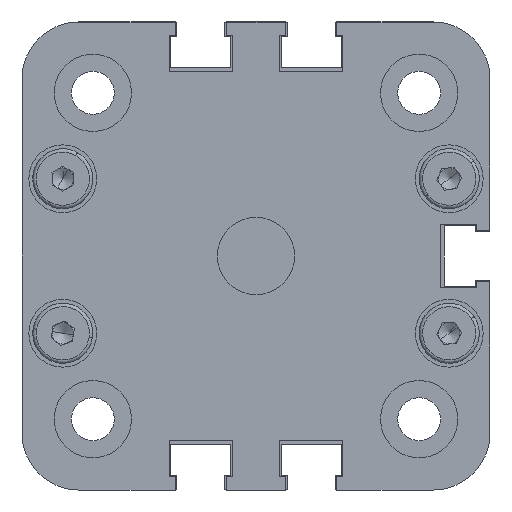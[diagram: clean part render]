
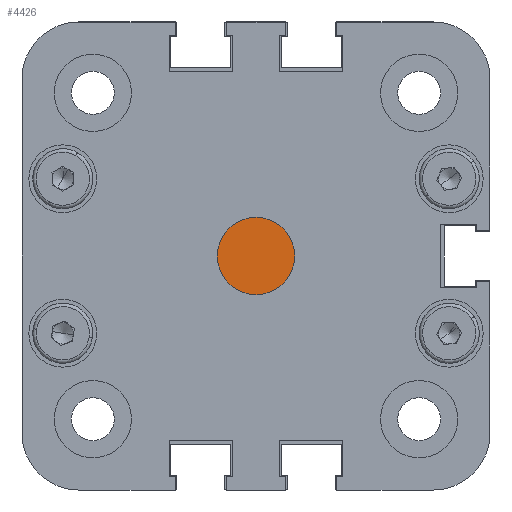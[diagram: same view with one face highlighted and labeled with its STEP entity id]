
A CAD part, left-side view. The second image highlights one B-rep face of the part: STEP entity #4426.
In plain terms, the highlighted planar face has unit normal (-1, 0, 0).
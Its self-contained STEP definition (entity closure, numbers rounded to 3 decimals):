
#178 = EDGE_LOOP ( 'NONE', ( #5405, #1708 ) ) ;
#692 = EDGE_CURVE ( 'NONE', #32419, #28352, #14083, .T. ) ;
#1708 = ORIENTED_EDGE ( 'NONE', *, *, #13148, .T. ) ;
#1905 = CARTESIAN_POINT ( 'NONE',  ( 3., 0., 0. ) ) ;
#4426 = ADVANCED_FACE ( 'NONE', ( #27242 ), #15354, .T. ) ;
#4667 = CARTESIAN_POINT ( 'NONE',  ( 3., 0., -4.5 ) ) ;
#5405 = ORIENTED_EDGE ( 'NONE', *, *, #692, .T. ) ;
#7153 = DIRECTION ( 'NONE',  ( -1., 0., 0. ) ) ;
#7561 = CARTESIAN_POINT ( 'NONE',  ( 3., 0., 0. ) ) ;
#7716 = DIRECTION ( 'NONE',  ( 0., 0., 1. ) ) ;
#9473 = CIRCLE ( 'NONE', #9986, 4.5 ) ;
#9986 = AXIS2_PLACEMENT_3D ( 'NONE', #1905, #7153, #11908 ) ;
#11908 = DIRECTION ( 'NONE',  ( 0., 0., 1. ) ) ;
#12809 = DIRECTION ( 'NONE',  ( -1., 0., 0. ) ) ;
#13148 = EDGE_CURVE ( 'NONE', #28352, #32419, #9473, .T. ) ;
#14083 = CIRCLE ( 'NONE', #22538, 4.5 ) ;
#14678 = DIRECTION ( 'NONE',  ( -1., 0., 0. ) ) ;
#15180 = CARTESIAN_POINT ( 'NONE',  ( 3., 0., 0. ) ) ;
#15354 = PLANE ( 'NONE',  #24517 ) ;
#16103 = CARTESIAN_POINT ( 'NONE',  ( 3., 0., 4.5 ) ) ;
#19981 = DIRECTION ( 'NONE',  ( 0., 0., 1. ) ) ;
#22538 = AXIS2_PLACEMENT_3D ( 'NONE', #7561, #12809, #7716 ) ;
#24517 = AXIS2_PLACEMENT_3D ( 'NONE', #15180, #14678, #19981 ) ;
#27242 = FACE_OUTER_BOUND ( 'NONE', #178, .T. ) ;
#28352 = VERTEX_POINT ( 'NONE', #4667 ) ;
#32419 = VERTEX_POINT ( 'NONE', #16103 ) ;
